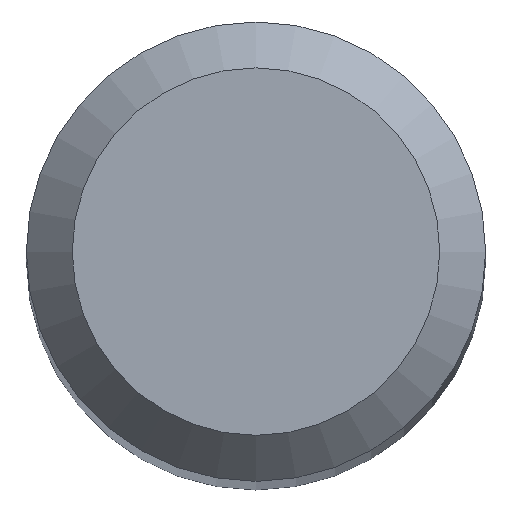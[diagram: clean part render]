
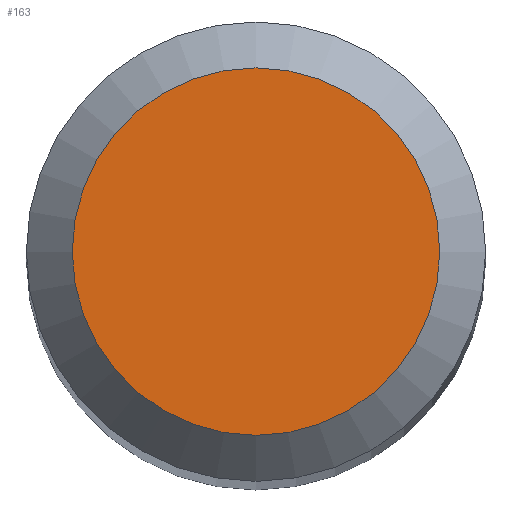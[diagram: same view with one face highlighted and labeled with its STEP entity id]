
A CAD part, top view. The second image highlights one B-rep face of the part: STEP entity #163.
In plain terms, the highlighted planar face has unit normal (0, 0, 1).
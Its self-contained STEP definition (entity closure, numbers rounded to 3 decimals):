
#6 = DIRECTION ( 'NONE',  ( 0., 0., -1. ) ) ;
#8 = DIRECTION ( 'NONE',  ( 0., 0., -1. ) ) ;
#39 = CARTESIAN_POINT ( 'NONE',  ( 0., 1.2, 50. ) ) ;
#40 = EDGE_CURVE ( 'NONE', #176, #176, #190, .T. ) ;
#87 = EDGE_LOOP ( 'NONE', ( #259 ) ) ;
#116 = PLANE ( 'NONE',  #157 ) ;
#117 = CARTESIAN_POINT ( 'NONE',  ( 0., 0., 50. ) ) ;
#135 = FACE_OUTER_BOUND ( 'NONE', #87, .T. ) ;
#136 = CARTESIAN_POINT ( 'NONE',  ( 0., 0., 50. ) ) ;
#157 = AXIS2_PLACEMENT_3D ( 'NONE', #117, #8, #192 ) ;
#163 = ADVANCED_FACE ( 'NONE', ( #135 ), #116, .F. ) ;
#176 = VERTEX_POINT ( 'NONE', #39 ) ;
#183 = AXIS2_PLACEMENT_3D ( 'NONE', #136, #6, #193 ) ;
#190 = CIRCLE ( 'NONE', #183, 1.2 ) ;
#192 = DIRECTION ( 'NONE',  ( 0., 1., 0. ) ) ;
#193 = DIRECTION ( 'NONE',  ( 0., 1., 0. ) ) ;
#259 = ORIENTED_EDGE ( 'NONE', *, *, #40, .F. ) ;
